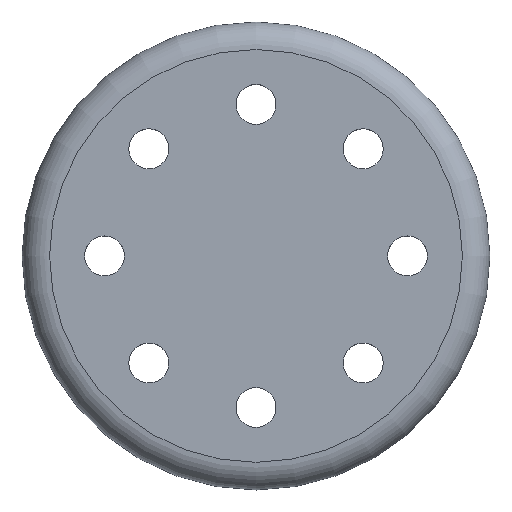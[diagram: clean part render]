
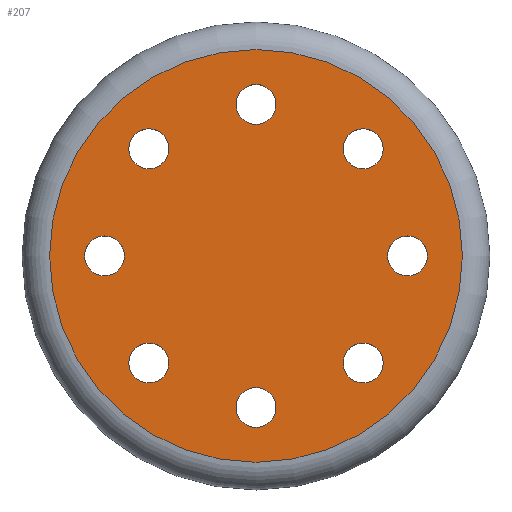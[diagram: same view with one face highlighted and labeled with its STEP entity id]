
A CAD part, top view. The second image highlights one B-rep face of the part: STEP entity #207.
In plain terms, the highlighted planar face has unit normal (0, 0, 1).
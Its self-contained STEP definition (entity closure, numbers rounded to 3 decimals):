
#15=PLANE('',#239);
#27=FACE_BOUND('',#75,.T.);
#28=FACE_BOUND('',#76,.T.);
#29=FACE_BOUND('',#77,.T.);
#30=FACE_BOUND('',#78,.T.);
#31=FACE_BOUND('',#79,.T.);
#32=FACE_BOUND('',#80,.T.);
#33=FACE_BOUND('',#81,.T.);
#34=FACE_BOUND('',#82,.T.);
#53=FACE_OUTER_BOUND('',#74,.T.);
#74=EDGE_LOOP('',(#169));
#75=EDGE_LOOP('',(#170));
#76=EDGE_LOOP('',(#171));
#77=EDGE_LOOP('',(#172));
#78=EDGE_LOOP('',(#173));
#79=EDGE_LOOP('',(#174));
#80=EDGE_LOOP('',(#175));
#81=EDGE_LOOP('',(#176));
#82=EDGE_LOOP('',(#177));
#95=CIRCLE('',#214,1.45);
#97=CIRCLE('',#217,1.45);
#99=CIRCLE('',#220,1.45);
#101=CIRCLE('',#223,1.45);
#103=CIRCLE('',#226,1.45);
#105=CIRCLE('',#229,1.45);
#107=CIRCLE('',#232,1.45);
#109=CIRCLE('',#235,1.45);
#111=CIRCLE('',#238,14.983);
#114=VERTEX_POINT('',#311);
#116=VERTEX_POINT('',#316);
#118=VERTEX_POINT('',#321);
#120=VERTEX_POINT('',#326);
#122=VERTEX_POINT('',#331);
#124=VERTEX_POINT('',#336);
#126=VERTEX_POINT('',#341);
#128=VERTEX_POINT('',#346);
#130=VERTEX_POINT('',#351);
#133=EDGE_CURVE('',#114,#114,#95,.T.);
#135=EDGE_CURVE('',#116,#116,#97,.T.);
#137=EDGE_CURVE('',#118,#118,#99,.T.);
#139=EDGE_CURVE('',#120,#120,#101,.T.);
#141=EDGE_CURVE('',#122,#122,#103,.T.);
#143=EDGE_CURVE('',#124,#124,#105,.T.);
#145=EDGE_CURVE('',#126,#126,#107,.T.);
#147=EDGE_CURVE('',#128,#128,#109,.T.);
#149=EDGE_CURVE('',#130,#130,#111,.T.);
#169=ORIENTED_EDGE('',*,*,#149,.F.);
#170=ORIENTED_EDGE('',*,*,#133,.T.);
#171=ORIENTED_EDGE('',*,*,#135,.T.);
#172=ORIENTED_EDGE('',*,*,#137,.T.);
#173=ORIENTED_EDGE('',*,*,#139,.T.);
#174=ORIENTED_EDGE('',*,*,#141,.T.);
#175=ORIENTED_EDGE('',*,*,#143,.T.);
#176=ORIENTED_EDGE('',*,*,#145,.T.);
#177=ORIENTED_EDGE('',*,*,#147,.T.);
#207=ADVANCED_FACE('',(#53,#27,#28,#29,#30,#31,#32,#33,#34),#15,.T.);
#214=AXIS2_PLACEMENT_3D('',#312,#249,#250);
#217=AXIS2_PLACEMENT_3D('',#317,#255,#256);
#220=AXIS2_PLACEMENT_3D('',#322,#261,#262);
#223=AXIS2_PLACEMENT_3D('',#327,#267,#268);
#226=AXIS2_PLACEMENT_3D('',#332,#273,#274);
#229=AXIS2_PLACEMENT_3D('',#337,#279,#280);
#232=AXIS2_PLACEMENT_3D('',#342,#285,#286);
#235=AXIS2_PLACEMENT_3D('',#347,#291,#292);
#238=AXIS2_PLACEMENT_3D('',#352,#297,#298);
#239=AXIS2_PLACEMENT_3D('',#353,#299,#300);
#249=DIRECTION('center_axis',(0.,0.,-1.));
#250=DIRECTION('ref_axis',(0.707,0.707,0.));
#255=DIRECTION('center_axis',(0.,0.,-1.));
#256=DIRECTION('ref_axis',(0.,1.,0.));
#261=DIRECTION('center_axis',(0.,0.,-1.));
#262=DIRECTION('ref_axis',(-0.707,0.707,0.));
#267=DIRECTION('center_axis',(0.,0.,-1.));
#268=DIRECTION('ref_axis',(-1.,0.,0.));
#273=DIRECTION('center_axis',(0.,0.,-1.));
#274=DIRECTION('ref_axis',(-0.707,-0.707,0.));
#279=DIRECTION('center_axis',(0.,0.,-1.));
#280=DIRECTION('ref_axis',(0.,-1.,0.));
#285=DIRECTION('center_axis',(0.,0.,-1.));
#286=DIRECTION('ref_axis',(0.707,-0.707,0.));
#291=DIRECTION('center_axis',(0.,0.,-1.));
#292=DIRECTION('ref_axis',(1.,0.,0.));
#297=DIRECTION('center_axis',(0.,0.,-1.));
#298=DIRECTION('ref_axis',(1.,0.,0.));
#299=DIRECTION('center_axis',(0.,0.,1.));
#300=DIRECTION('ref_axis',(1.,0.,0.));
#311=CARTESIAN_POINT('',(-10.896,15.757,2.));
#312=CARTESIAN_POINT('Origin',(-11.921,14.731,2.));
#316=CARTESIAN_POINT('',(-15.143,8.403,2.));
#317=CARTESIAN_POINT('Origin',(-15.143,6.953,2.));
#321=CARTESIAN_POINT('',(-12.946,0.2,2.));
#322=CARTESIAN_POINT('Origin',(-11.921,-0.825,2.));
#326=CARTESIAN_POINT('',(-5.593,-4.047,2.));
#327=CARTESIAN_POINT('Origin',(-4.143,-4.047,2.));
#331=CARTESIAN_POINT('',(2.61,-1.85,2.));
#332=CARTESIAN_POINT('Origin',(3.635,-0.825,2.));
#336=CARTESIAN_POINT('',(6.857,5.503,2.));
#337=CARTESIAN_POINT('Origin',(6.857,6.953,2.));
#341=CARTESIAN_POINT('',(4.661,13.706,2.));
#342=CARTESIAN_POINT('Origin',(3.635,14.731,2.));
#346=CARTESIAN_POINT('',(-2.693,17.953,2.));
#347=CARTESIAN_POINT('Origin',(-4.143,17.953,2.));
#351=CARTESIAN_POINT('',(-19.126,6.953,2.));
#352=CARTESIAN_POINT('Origin',(-4.143,6.953,2.));
#353=CARTESIAN_POINT('Origin',(-4.143,6.953,2.));
